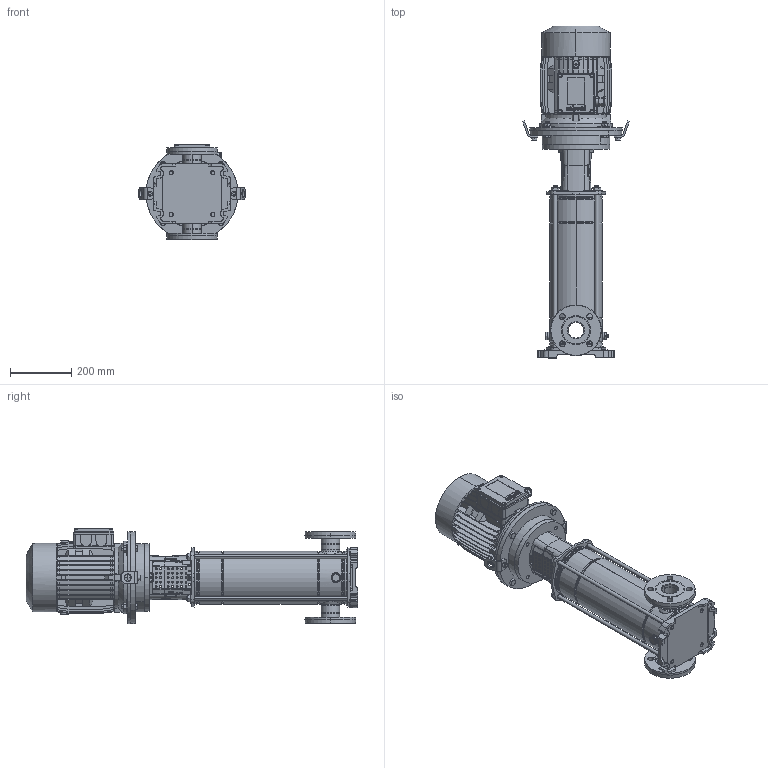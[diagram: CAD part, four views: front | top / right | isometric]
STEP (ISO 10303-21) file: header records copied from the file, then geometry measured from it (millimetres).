
FILE_DESCRIPTION (( 'STEP AP214' ), '1' );
FILE_NAME ('10007611swa00.step', '2020-06-25T14:06:56', ( '' ), ( '' ), 'SwSTEP 2.0', 'SolidWorks 2019', '' );
FILE_SCHEMA (( 'AUTOMOTIVE_DESIGN' ));
Length unit declared in the file: millimetre
Products named in the file (23): 10000006swn00_M14 A2-70; 3.92.248swp01_3_92_248_Sempl.; 4.92.222swp03_DN50 semplificato; 10000022swn00_M12x45 UNI 5737 6.8; 4.92.226swp02; 10007431swp00_Flangia mot. 132; 10000033swn00_M10x14 A2; 4.92.027swp03_4_92_027_AISI304; 4.92.212swp01; 10007670swn00_M25x1.5; 10007538swa00; 10000005swn00_M12 õ; 10007611swa00; 3.92.277swp01_2007 Sempl.; 10007576swa00_M112 VERT.; 10007568swp00_M112 B5-De300; 10007671swn00_M25x1,5; 4.92.223swp01_M14 X 549; 3.92.244swp01_Semplificato; 4.92.204swp01_VERSIONE MACCHINA UTENSILE; 3.92.270swp01_3.92.270 Semplificato; 4.92.211swp01; 10007434swp00_112 VER
Assembly tree (39 placements, depth 3):
  10007611swa00
    10007576swa00_M112 VERT.
      10007568swp00_M112 B5-De300
      10007434swp00_112 VER
      10007670swn00_M25x1.5
      10007671swn00_M25x1,5
    10007538swa00
      3.92.244swp01_Semplificato
      3.92.277swp01_2007 Sempl.
      3.92.248swp01_3_92_248_Sempl.
      4.92.223swp01_M14 X 549  x4
      10007431swp00_Flangia mot. 132
      4.92.027swp03_4_92_027_AISI304
      10000006swn00_M14 A2-70  x4
      3.92.270swp01_3.92.270 Semplificato
      4.92.204swp01_VERSIONE MACCHINA UTENSILE  x2
      4.92.222swp03_DN50 semplificato  x2
      4.92.212swp01
      4.92.226swp02  x2
      4.92.211swp01  x2
      10000033swn00_M10x14 A2  x2
    10000022swn00_M12x45 UNI 5737 6.8  x4
    10000005swn00_M12 õ  x4
Bounding box: 348.62 x 1081.1 x 310.7 mm (x, y, z)
Volume: 19169391.6 mm3; surface area: 2331540.7 mm2
Topology: 42 solids, 45 shells, 3534 faces, 8992 edges, 5733 vertices
Faces by surface type: plane 1570, cylinder 824, cone 703, bspline 284, torus 153
Entity records: 98881 total; most frequent: CARTESIAN_POINT 26707, ORIENTED_EDGE 14896, DIRECTION 13899, EDGE_CURVE 7448, AXIS2_PLACEMENT_3D 4887, VERTEX_POINT 4786, VECTOR 4125, LINE 4125
